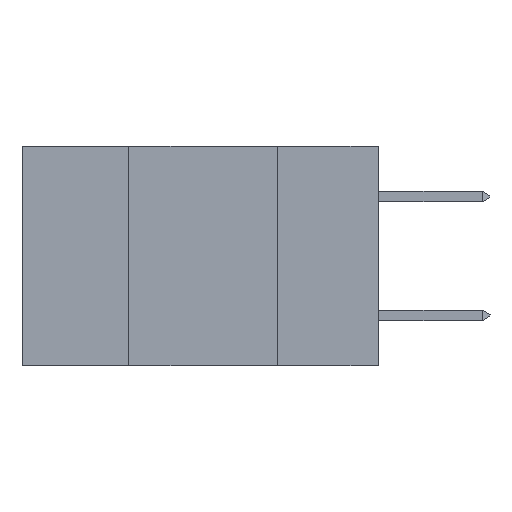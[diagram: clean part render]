
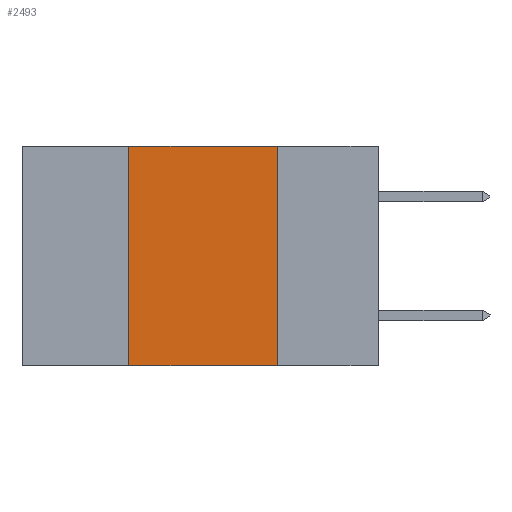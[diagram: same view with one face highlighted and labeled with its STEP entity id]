
A CAD part, left-side view. The second image highlights one B-rep face of the part: STEP entity #2493.
In plain terms, the highlighted planar face has unit normal (-1, 0, 0).
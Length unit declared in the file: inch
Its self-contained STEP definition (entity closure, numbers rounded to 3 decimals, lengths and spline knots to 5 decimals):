
#74 = ORIENTED_EDGE ( 'NONE', *, *, #25387, .F. ) ;
#493 = DIRECTION ( 'NONE',  ( 0., 0., -1. ) ) ;
#945 = CARTESIAN_POINT ( 'NONE',  ( 0., 0.42, 0. ) ) ;
#1188 = VECTOR ( 'NONE', #18161, 39.37008 ) ;
#2493 = ADVANCED_FACE ( 'NONE', ( #22690 ), #11548, .F. ) ;
#3524 = CARTESIAN_POINT ( 'NONE',  ( 0., 0.6, 0. ) ) ;
#4150 = ORIENTED_EDGE ( 'NONE', *, *, #22774, .F. ) ;
#4620 = CARTESIAN_POINT ( 'NONE',  ( 0., 0.6, 0. ) ) ;
#5050 = VECTOR ( 'NONE', #5524, 39.37008 ) ;
#5382 = ORIENTED_EDGE ( 'NONE', *, *, #13406, .T. ) ;
#5524 = DIRECTION ( 'NONE',  ( 0., -1., 0. ) ) ;
#7120 = EDGE_LOOP ( 'NONE', ( #4150, #9392, #74, #5382 ) ) ;
#7258 = CARTESIAN_POINT ( 'NONE',  ( 0., 0.6, -0.37 ) ) ;
#7774 = LINE ( 'NONE', #7258, #22963 ) ;
#8371 = LINE ( 'NONE', #945, #23566 ) ;
#8700 = EDGE_CURVE ( 'NONE', #10623, #10694, #20806, .T. ) ;
#9138 = CARTESIAN_POINT ( 'NONE',  ( 0., 0.42, 0. ) ) ;
#9235 = DIRECTION ( 'NONE',  ( 0., -1., 0. ) ) ;
#9392 = ORIENTED_EDGE ( 'NONE', *, *, #8700, .F. ) ;
#10623 = VERTEX_POINT ( 'NONE', #9138 ) ;
#10694 = VERTEX_POINT ( 'NONE', #25213 ) ;
#11548 = PLANE ( 'NONE',  #12020 ) ;
#11682 = LINE ( 'NONE', #16130, #1188 ) ;
#12020 = AXIS2_PLACEMENT_3D ( 'NONE', #4620, #20880, #493 ) ;
#12829 = DIRECTION ( 'NONE',  ( 0., 0., 1. ) ) ;
#13406 = EDGE_CURVE ( 'NONE', #15601, #19341, #7774, .T. ) ;
#15601 = VERTEX_POINT ( 'NONE', #23321 ) ;
#16130 = CARTESIAN_POINT ( 'NONE',  ( 0., 0.17, 0. ) ) ;
#18161 = DIRECTION ( 'NONE',  ( 0., 0., -1. ) ) ;
#19341 = VERTEX_POINT ( 'NONE', #24115 ) ;
#20806 = LINE ( 'NONE', #3524, #5050 ) ;
#20880 = DIRECTION ( 'NONE',  ( 1., 0., 0. ) ) ;
#22690 = FACE_OUTER_BOUND ( 'NONE', #7120, .T. ) ;
#22774 = EDGE_CURVE ( 'NONE', #10694, #19341, #11682, .T. ) ;
#22963 = VECTOR ( 'NONE', #9235, 39.37008 ) ;
#23321 = CARTESIAN_POINT ( 'NONE',  ( 0., 0.42, -0.37 ) ) ;
#23566 = VECTOR ( 'NONE', #12829, 39.37008 ) ;
#24115 = CARTESIAN_POINT ( 'NONE',  ( 0., 0.17, -0.37 ) ) ;
#25213 = CARTESIAN_POINT ( 'NONE',  ( 0., 0.17, 0. ) ) ;
#25387 = EDGE_CURVE ( 'NONE', #15601, #10623, #8371, .T. ) ;
